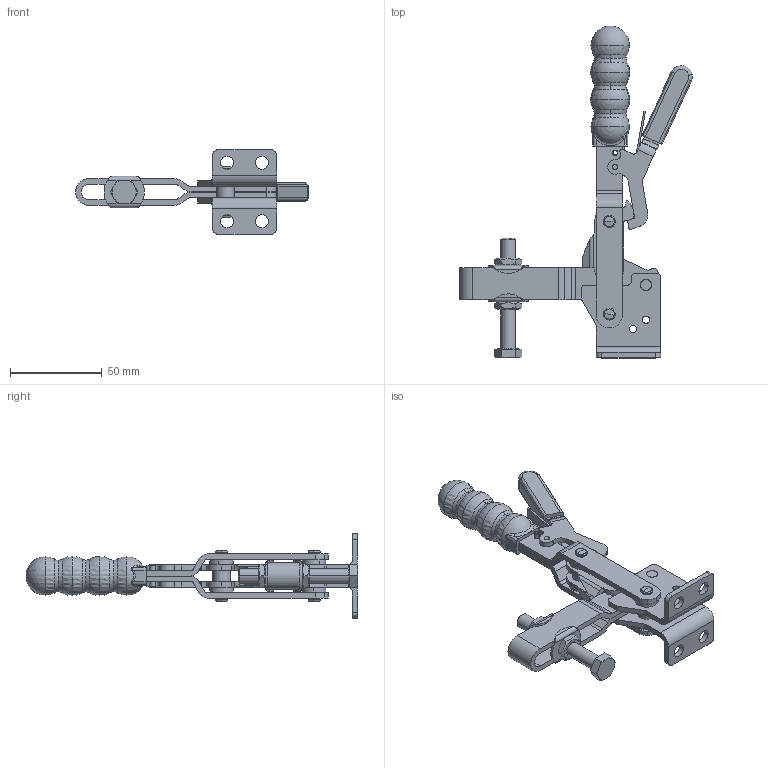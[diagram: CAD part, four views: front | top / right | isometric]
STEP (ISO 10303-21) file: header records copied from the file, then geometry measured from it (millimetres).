
FILE_DESCRIPTION((''),'2;1');
FILE_NAME('MG85UB-SL.stp','2009-11-24T15:33:58',('David'),(''),'Autodesk Inventor 8','Autodesk Inventor 8','');
FILE_SCHEMA(('AUTOMOTIVE_DESIGN { 1 0 10303 214 1 1 1 1 }'));
Length unit declared in the file: millimetre
Products named in the file (8): MG85UB-SL; MG85 B SIDEPLATE ASSEMBLY; MG85-SL HANDLE ASSEMBLY; MG85-SL LINK ASSEMBLY; MG85 U-BAR ASSEMBLY; ISO 4017  (Regular Thread) M8 x 60; MG85 FLANGED WASHER ASSEMBLY; MG85-SL LEVER ASSEMBLY
Assembly tree (7 placements, depth 2):
  MG85UB-SL
    MG85 B SIDEPLATE ASSEMBLY
    MG85-SL HANDLE ASSEMBLY
    MG85-SL LINK ASSEMBLY
    MG85 U-BAR ASSEMBLY
    ISO 4017  (Regular Thread) M8 x 60
    MG85 FLANGED WASHER ASSEMBLY
    MG85-SL LEVER ASSEMBLY
Bounding box: 126.87 x 180.92 x 46 mm (x, y, z)
Volume: 71434.2 mm3; surface area: 46938.7 mm2
Topology: 8 solids, 10 shells, 835 faces, 2326 edges, 1520 vertices
Faces by surface type: plane 334, cylinder 251, bspline 162, cone 56, torus 20, sphere 12
Entity records: 31084 total; most frequent: CARTESIAN_POINT 9432, ORIENTED_EDGE 4596, DIRECTION 4492, EDGE_CURVE 2298, AXIS2_PLACEMENT_3D 1582, VERTEX_POINT 1516, VECTOR 1328, LINE 1328
